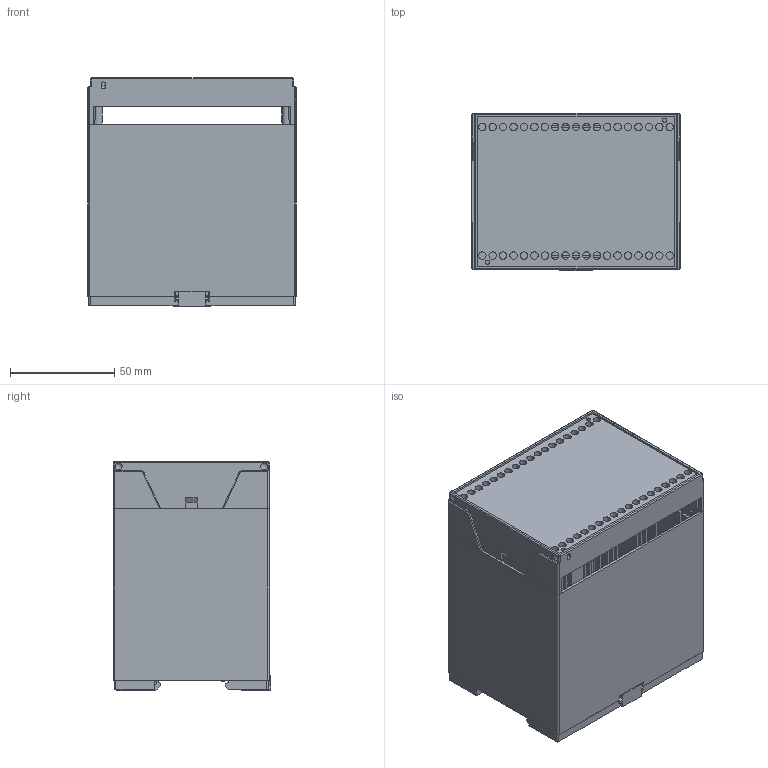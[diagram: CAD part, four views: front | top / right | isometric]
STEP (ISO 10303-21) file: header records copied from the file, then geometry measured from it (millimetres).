
FILE_DESCRIPTION((''),'2;1');
FILE_NAME('65010010_CN 100 AK.stp','2010-06-01T10:07:12',('kotzmaier'),(''),'Autodesk Inventor 2010','Autodesk Inventor 2010','');
FILE_SCHEMA(('CONFIG_CONTROL_DESIGN'));
Length unit declared in the file: millimetre
Products named in the file (4): CN 100 AK; Geh cn 100_1003694_3Dsym; Deckel cn(s) 100 Ak_1003702_3Dsym; Riegel_1007508_3Dsym
Assembly tree (3 placements, depth 2):
  CN 100 AK
    Geh cn 100_1003694_3Dsym
    Deckel cn(s) 100 Ak_1003702_3Dsym
    Riegel_1007508_3Dsym
Bounding box: 100 x 75.55 x 109.7 mm (x, y, z)
Volume: 105765.4 mm3; surface area: 126012.6 mm2
Topology: 3 solids, 3 shells, 1234 faces, 3460 edges, 2277 vertices
Faces by surface type: plane 867, cone 205, cylinder 148, sphere 10, torus 4
Full cylindrical faces by diameter (mm): 3.6 x38
Entity records: 39329 total; most frequent: CARTESIAN_POINT 7065, ORIENTED_EDGE 6732, DIRECTION 6482, EDGE_CURVE 3366, VECTOR 2640, LINE 2640, VERTEX_POINT 2275, AXIS2_PLACEMENT_3D 1921
